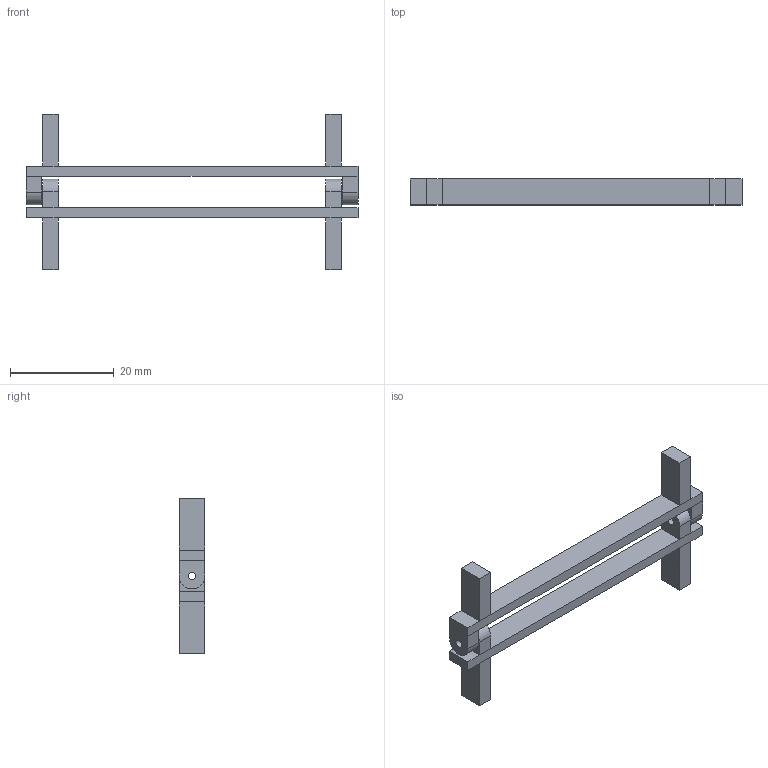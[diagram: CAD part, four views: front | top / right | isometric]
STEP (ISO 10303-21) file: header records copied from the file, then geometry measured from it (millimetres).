
FILE_DESCRIPTION(('FreeCAD Model'),'2;1');
FILE_NAME('Open CASCADE Shape Model','2021-02-27T19:13:28',('Author'),( ''),'Open CASCADE STEP processor 7.3','FreeCAD','Unknown');
FILE_SCHEMA(('AUTOMOTIVE_DESIGN { 1 0 10303 214 1 1 1 1 }'));
Length unit declared in the file: millimetre
Products named in the file (10): Model; LCS_Origin; Body; LCS_1
Assembly tree (9 placements, depth 3):
  Model
    LCS_Origin
    Model
      LCS_Origin
      Body
      LCS_1
    Model
      LCS_Origin
      Body
      LCS_1
Bounding box: 64 x 5 x 30 mm (x, y, z)
Volume: 2156.9 mm3; surface area: 2819.5 mm2
Topology: 2 solids, 2 shells, 70 faces, 166 edges, 100 vertices
Faces by surface type: plane 58, cylinder 12
Full cylindrical faces by diameter (mm): 1.5 x4
Entity records: 2166 total; most frequent: DIRECTION 350, CARTESIAN_POINT 346, ORIENTED_EDGE 332, EDGE_CURVE 166, LINE 142, VECTOR 142, AXIS2_PLACEMENT_3D 104, VERTEX_POINT 100
